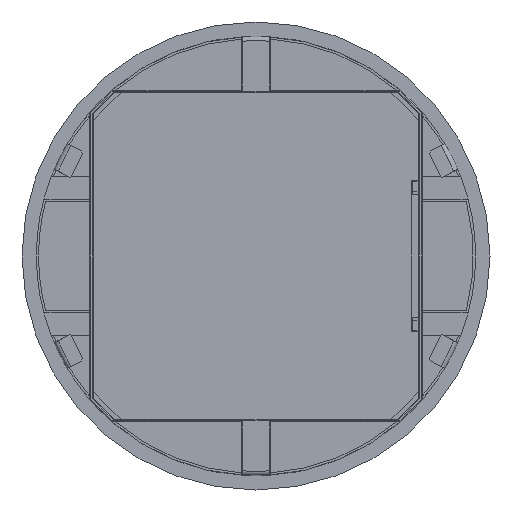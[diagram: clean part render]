
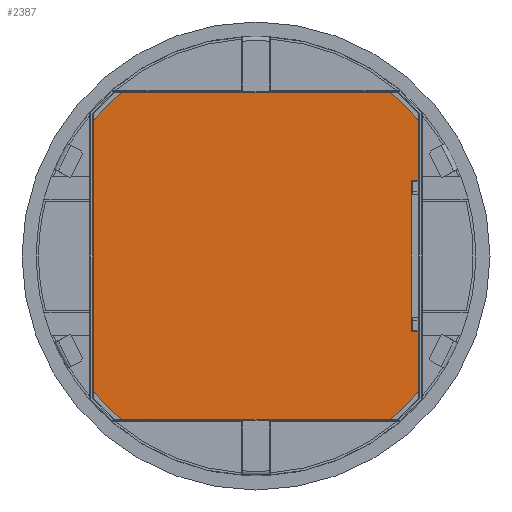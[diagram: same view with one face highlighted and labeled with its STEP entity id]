
A CAD part, front view. The second image highlights one B-rep face of the part: STEP entity #2387.
In plain terms, the highlighted planar face has unit normal (0, -1, 0).
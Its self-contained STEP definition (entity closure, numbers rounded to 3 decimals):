
#634 = CARTESIAN_POINT ( 'NONE',  ( 52.25, -18., -140.072 ) ) ;
#671 = ORIENTED_EDGE ( 'NONE', *, *, #2942, .F. ) ;
#961 = DIRECTION ( 'NONE',  ( 0., 1., 0. ) ) ;
#1165 = CARTESIAN_POINT ( 'NONE',  ( -52.25, -18., -108. ) ) ;
#1431 = LINE ( 'NONE', #634, #5358 ) ;
#2054 = CARTESIAN_POINT ( 'NONE',  ( 52.25, -18., -139.401 ) ) ;
#2387 = ADVANCED_FACE ( 'NONE', ( #4578 ), #7062, .F. ) ;
#2589 = VERTEX_POINT ( 'NONE', #6327 ) ;
#2625 = EDGE_CURVE ( 'NONE', #10206, #10147, #9934, .T. ) ;
#2772 = DIRECTION ( 'NONE',  ( 0., 0., 1. ) ) ;
#2942 = EDGE_CURVE ( 'NONE', #2589, #10206, #5552, .T. ) ;
#3602 = ORIENTED_EDGE ( 'NONE', *, *, #7377, .T. ) ;
#4015 = DIRECTION ( 'NONE',  ( 0., 0., -1. ) ) ;
#4578 = FACE_OUTER_BOUND ( 'NONE', #5377, .T. ) ;
#4688 = CARTESIAN_POINT ( 'NONE',  ( 0., -18., 0. ) ) ;
#4826 = DIRECTION ( 'NONE',  ( 0., 0., 1. ) ) ;
#5358 = VECTOR ( 'NONE', #4015, 1000. ) ;
#5377 = EDGE_LOOP ( 'NONE', ( #3602, #7994, #8896, #671, #6388 ) ) ;
#5439 = LINE ( 'NONE', #8855, #6447 ) ;
#5451 = LINE ( 'NONE', #1165, #10593 ) ;
#5552 = CIRCLE ( 'NONE', #11128, 148.871 ) ;
#5696 = DIRECTION ( 'NONE',  ( 0., 1., 0. ) ) ;
#6225 = CARTESIAN_POINT ( 'NONE',  ( 0., -18., 0. ) ) ;
#6327 = CARTESIAN_POINT ( 'NONE',  ( -52.25, -18., -139.401 ) ) ;
#6388 = ORIENTED_EDGE ( 'NONE', *, *, #7732, .T. ) ;
#6447 = VECTOR ( 'NONE', #7028, 1000. ) ;
#6692 = DIRECTION ( 'NONE',  ( 0., 1., 0. ) ) ;
#6723 = AXIS2_PLACEMENT_3D ( 'NONE', #4688, #5696, #7173 ) ;
#7028 = DIRECTION ( 'NONE',  ( 0., 0., 1. ) ) ;
#7062 = PLANE ( 'NONE',  #8875 ) ;
#7173 = DIRECTION ( 'NONE',  ( 0., 0., 1. ) ) ;
#7377 = EDGE_CURVE ( 'NONE', #9356, #8780, #5451, .T. ) ;
#7732 = EDGE_CURVE ( 'NONE', #2589, #9356, #5439, .T. ) ;
#7838 = EDGE_CURVE ( 'NONE', #8780, #10147, #1431, .T. ) ;
#7994 = ORIENTED_EDGE ( 'NONE', *, *, #7838, .T. ) ;
#8554 = CARTESIAN_POINT ( 'NONE',  ( -52.25, -18., -108. ) ) ;
#8754 = CARTESIAN_POINT ( 'NONE',  ( 0., -18., 148.871 ) ) ;
#8780 = VERTEX_POINT ( 'NONE', #9550 ) ;
#8855 = CARTESIAN_POINT ( 'NONE',  ( -52.25, -18., -140.072 ) ) ;
#8869 = DIRECTION ( 'NONE',  ( 1., 0., 0. ) ) ;
#8875 = AXIS2_PLACEMENT_3D ( 'NONE', #6225, #961, #2772 ) ;
#8896 = ORIENTED_EDGE ( 'NONE', *, *, #2625, .F. ) ;
#9028 = CARTESIAN_POINT ( 'NONE',  ( 0., -18., 0. ) ) ;
#9356 = VERTEX_POINT ( 'NONE', #8554 ) ;
#9550 = CARTESIAN_POINT ( 'NONE',  ( 52.25, -18., -108. ) ) ;
#9934 = CIRCLE ( 'NONE', #6723, 148.871 ) ;
#10147 = VERTEX_POINT ( 'NONE', #2054 ) ;
#10206 = VERTEX_POINT ( 'NONE', #8754 ) ;
#10593 = VECTOR ( 'NONE', #8869, 1000. ) ;
#11128 = AXIS2_PLACEMENT_3D ( 'NONE', #9028, #6692, #4826 ) ;
